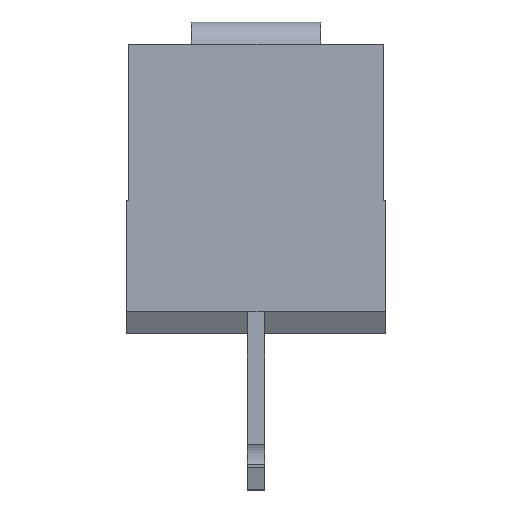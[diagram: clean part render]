
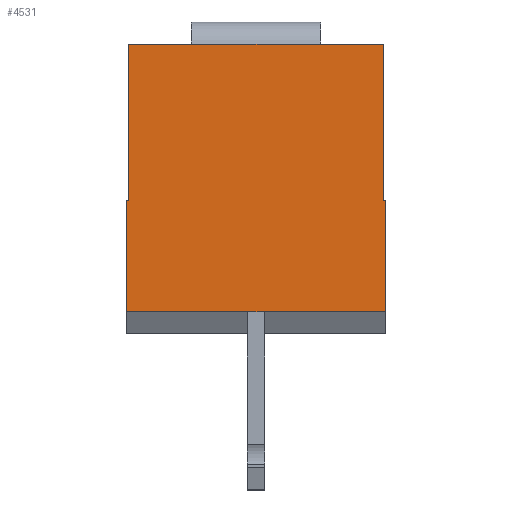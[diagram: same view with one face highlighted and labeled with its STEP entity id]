
A CAD part, left-side view. The second image highlights one B-rep face of the part: STEP entity #4531.
In plain terms, the highlighted planar face has unit normal (-1, 0, 0).
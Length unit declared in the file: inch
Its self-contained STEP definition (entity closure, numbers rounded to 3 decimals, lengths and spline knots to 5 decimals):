
#1837=CARTESIAN_POINT('',(-0.25197,0.1122,0.0));
#1838=VERTEX_POINT('',#1837);
#1853=CARTESIAN_POINT('',(-0.25197,0.11417,0.0));
#1854=VERTEX_POINT('',#1853);
#1861=CARTESIAN_POINT('',(-0.25197,0.1122,0.0));
#1862=DIRECTION('',(0.0,1.0,0.0));
#1863=VECTOR('',#1862,0.00197);
#1864=LINE('',#1861,#1863);
#1865=EDGE_CURVE('',#1838,#1854,#1864,.T.);
#1875=CARTESIAN_POINT('',(-0.25197,-0.1122,0.0));
#1876=VERTEX_POINT('',#1875);
#1883=CARTESIAN_POINT('',(-0.25197,-0.11417,0.0));
#1884=VERTEX_POINT('',#1883);
#1885=CARTESIAN_POINT('',(-0.25197,-0.11417,0.0));
#1886=DIRECTION('',(0.0,1.0,0.0));
#1887=VECTOR('',#1886,0.00197);
#1888=LINE('',#1885,#1887);
#1889=EDGE_CURVE('',#1884,#1876,#1888,.T.);
#2484=CARTESIAN_POINT('',(-0.25197,0.11417,-0.09843));
#2485=VERTEX_POINT('',#2484);
#2492=CARTESIAN_POINT('',(-0.25197,0.11417,0.0));
#2493=DIRECTION('',(0.0,0.0,-1.0));
#2494=VECTOR('',#2493,0.09843);
#2495=LINE('',#2492,#2494);
#2496=EDGE_CURVE('',#1854,#2485,#2495,.T.);
#2558=CARTESIAN_POINT('',(-0.25197,-0.11417,-0.09843));
#2559=VERTEX_POINT('',#2558);
#2560=CARTESIAN_POINT('',(-0.25197,-0.11417,0.0));
#2561=DIRECTION('',(0.0,0.0,-1.0));
#2562=VECTOR('',#2561,0.09843);
#2563=LINE('',#2560,#2562);
#2564=EDGE_CURVE('',#1884,#2559,#2563,.T.);
#2765=CARTESIAN_POINT('',(-0.25197,0.11417,-0.09843));
#2766=DIRECTION('',(0.0,-1.0,0.0));
#2767=VECTOR('',#2766,0.22835);
#2768=LINE('',#2765,#2767);
#2769=EDGE_CURVE('',#2485,#2559,#2768,.T.);
#4497=CARTESIAN_POINT('',(-0.25197,-0.12559,-0.11024));
#4498=DIRECTION('',(-1.0,0.0,0.0));
#4499=DIRECTION('',(0.0,0.0,1.0));
#4500=AXIS2_PLACEMENT_3D('',#4497,#4498,#4499);
#4501=PLANE('',#4500);
#4502=CARTESIAN_POINT('',(-0.25197,-0.1122,0.1378));
#4503=VERTEX_POINT('',#4502);
#4504=CARTESIAN_POINT('',(-0.25197,0.1122,0.1378));
#4505=VERTEX_POINT('',#4504);
#4506=CARTESIAN_POINT('',(-0.25197,-0.1122,0.1378));
#4507=DIRECTION('',(0.0,1.0,0.0));
#4508=VECTOR('',#4507,0.22441);
#4509=LINE('',#4506,#4508);
#4510=EDGE_CURVE('',#4503,#4505,#4509,.T.);
#4511=ORIENTED_EDGE('',*,*,#4510,.T.);
#4512=CARTESIAN_POINT('',(-0.25197,0.1122,0.0));
#4513=DIRECTION('',(0.0,0.0,1.0));
#4514=VECTOR('',#4513,0.1378);
#4515=LINE('',#4512,#4514);
#4516=EDGE_CURVE('',#1838,#4505,#4515,.T.);
#4517=ORIENTED_EDGE('',*,*,#4516,.F.);
#4518=ORIENTED_EDGE('',*,*,#1865,.T.);
#4519=ORIENTED_EDGE('',*,*,#2496,.T.);
#4520=ORIENTED_EDGE('',*,*,#2769,.T.);
#4521=ORIENTED_EDGE('',*,*,#2564,.F.);
#4522=ORIENTED_EDGE('',*,*,#1889,.T.);
#4523=CARTESIAN_POINT('',(-0.25197,-0.1122,0.0));
#4524=DIRECTION('',(0.0,0.0,1.0));
#4525=VECTOR('',#4524,0.1378);
#4526=LINE('',#4523,#4525);
#4527=EDGE_CURVE('',#1876,#4503,#4526,.T.);
#4528=ORIENTED_EDGE('',*,*,#4527,.T.);
#4529=EDGE_LOOP('',(#4511,#4517,#4518,#4519,#4520,#4521,#4522,#4528));
#4530=FACE_OUTER_BOUND('',#4529,.T.);
#4531=ADVANCED_FACE('',(#4530),#4501,.T.);
